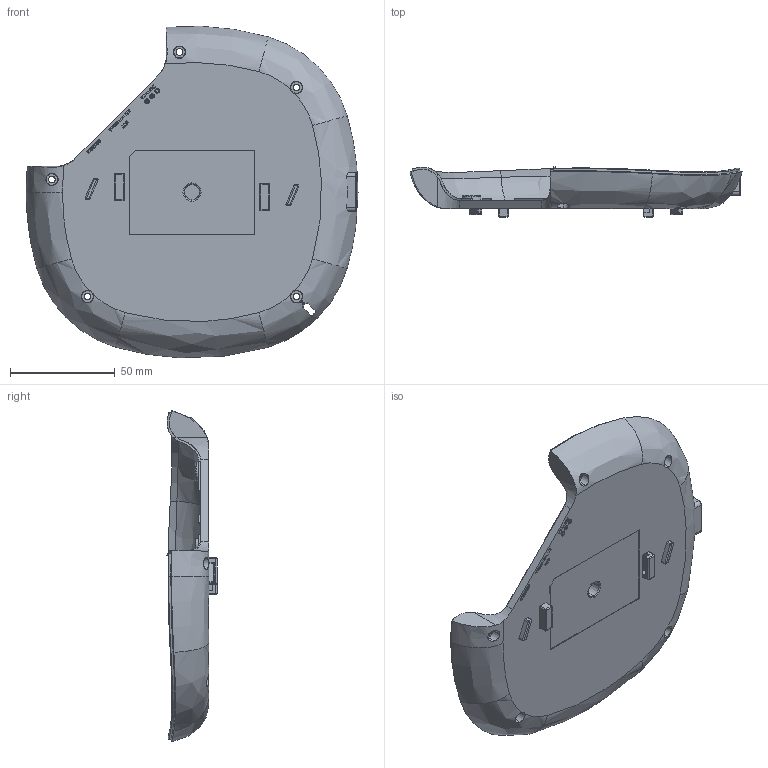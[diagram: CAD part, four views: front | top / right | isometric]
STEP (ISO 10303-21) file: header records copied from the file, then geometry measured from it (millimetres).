
FILE_DESCRIPTION (( 'STEP AP203' ), '1' );
FILE_NAME ('Base(I).STEP', '2018-09-19T03:19:39', ( '' ), ( '' ), 'SwSTEP 2.0', 'SolidWorks 2018', '' );
FILE_SCHEMA (( 'CONFIG_CONTROL_DESIGN' ));
Length unit declared in the file: millimetre
Products named in the file (1): Base(I)
Bounding box: 158.8 x 23.92 x 158.58 mm (x, y, z)
Volume: 43887.3 mm3; surface area: 50052.2 mm2
Topology: 1 solids, 1 shells, 724 faces, 2012 edges, 1417 vertices
Faces by surface type: plane 496, cone 65, bspline 60, cylinder 50, torus 33, sphere 20
Entity records: 30376 total; most frequent: CARTESIAN_POINT 12256, ORIENTED_EDGE 4024, DIRECTION 3188, EDGE_CURVE 2012, VERTEX_POINT 1417, LINE 1348, VECTOR 1348, AXIS2_PLACEMENT_3D 920
